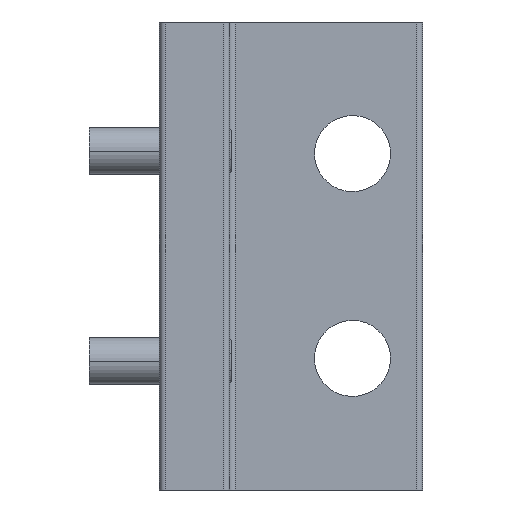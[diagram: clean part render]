
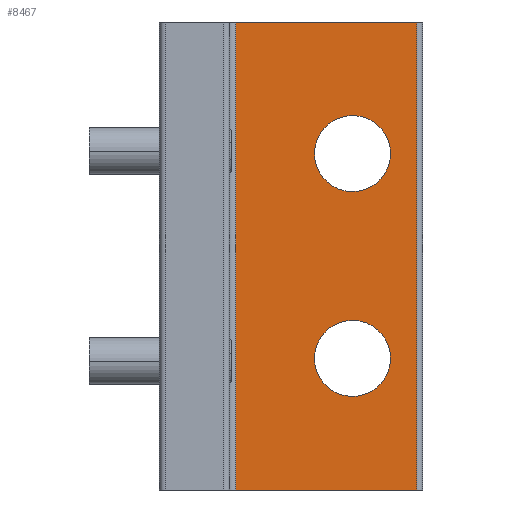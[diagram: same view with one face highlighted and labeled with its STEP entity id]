
A CAD part, left-side view. The second image highlights one B-rep face of the part: STEP entity #8467.
In plain terms, the highlighted planar face has unit normal (-1, 0, 0).
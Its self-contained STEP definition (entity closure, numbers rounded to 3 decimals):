
#8372=AXIS2_PLACEMENT_3D('Circle Axis2P3D',#8370,#8371,$) ;
#8396=AXIS2_PLACEMENT_3D('Circle Axis2P3D',#8394,#8395,$) ;
#8409=AXIS2_PLACEMENT_3D('Plane Axis2P3D',#8406,#8407,#8408) ;
#8451=AXIS2_PLACEMENT_3D('Circle Axis2P3D',#8449,#8450,$) ;
#8460=AXIS2_PLACEMENT_3D('Circle Axis2P3D',#8458,#8459,$) ;
#8367=CARTESIAN_POINT('Vertex',(-328.,-28.704,190.616)) ;
#8370=CARTESIAN_POINT('Axis2P3D Location',(-328.,-23.,187.5)) ;
#8374=CARTESIAN_POINT('Vertex',(-328.,-17.296,184.384)) ;
#8394=CARTESIAN_POINT('Axis2P3D Location',(-328.,-23.,187.5)) ;
#8406=CARTESIAN_POINT('Axis2P3D Location',(-328.,-2.,205.)) ;
#8411=CARTESIAN_POINT('Line Origine',(-328.,-3.,205.)) ;
#8415=CARTESIAN_POINT('Vertex',(-328.,-3.,165.)) ;
#8417=CARTESIAN_POINT('Vertex',(-328.,-3.,245.)) ;
#8420=CARTESIAN_POINT('Line Origine',(-328.,-18.5,165.)) ;
#8424=CARTESIAN_POINT('Vertex',(-328.,-34.,165.)) ;
#8427=CARTESIAN_POINT('Line Origine',(-328.,-34.,205.)) ;
#8431=CARTESIAN_POINT('Vertex',(-328.,-34.,245.)) ;
#8434=CARTESIAN_POINT('Line Origine',(-328.,-18.5,245.)) ;
#8449=CARTESIAN_POINT('Axis2P3D Location',(-328.,-23.,222.5)) ;
#8453=CARTESIAN_POINT('Vertex',(-328.,-17.296,219.384)) ;
#8455=CARTESIAN_POINT('Vertex',(-328.,-28.704,225.616)) ;
#8458=CARTESIAN_POINT('Axis2P3D Location',(-328.,-23.,222.5)) ;
#8371=DIRECTION('Axis2P3D Direction',(-1.,0.,0.)) ;
#8395=DIRECTION('Axis2P3D Direction',(-1.,0.,0.)) ;
#8407=DIRECTION('Axis2P3D Direction',(1.,0.,0.)) ;
#8408=DIRECTION('Axis2P3D XDirection',(0.,-1.,0.)) ;
#8412=DIRECTION('Vector Direction',(0.,0.,-1.)) ;
#8421=DIRECTION('Vector Direction',(0.,-1.,0.)) ;
#8428=DIRECTION('Vector Direction',(0.,0.,-1.)) ;
#8435=DIRECTION('Vector Direction',(0.,-1.,0.)) ;
#8450=DIRECTION('Axis2P3D Direction',(1.,0.,0.)) ;
#8459=DIRECTION('Axis2P3D Direction',(1.,0.,0.)) ;
#8413=VECTOR('Line Direction',#8412,1.) ;
#8422=VECTOR('Line Direction',#8421,1.) ;
#8429=VECTOR('Line Direction',#8428,1.) ;
#8436=VECTOR('Line Direction',#8435,1.) ;
#8440=ORIENTED_EDGE('',*,*,#8419,.F.) ;
#8441=ORIENTED_EDGE('',*,*,#8426,.F.) ;
#8442=ORIENTED_EDGE('',*,*,#8433,.F.) ;
#8443=ORIENTED_EDGE('',*,*,#8438,.T.) ;
#8446=ORIENTED_EDGE('',*,*,#8398,.F.) ;
#8447=ORIENTED_EDGE('',*,*,#8376,.F.) ;
#8464=ORIENTED_EDGE('',*,*,#8457,.F.) ;
#8465=ORIENTED_EDGE('',*,*,#8462,.F.) ;
#8448=FACE_BOUND('',#8445,.T.) ;
#8466=FACE_BOUND('',#8463,.T.) ;
#8467=ADVANCED_FACE('RA4624001_1PA_001_04_TERMINALE_POSTERIORE_A.4\\PartBody',(#8444,#8448,#8466),#8410,.F.) ;
#8373=CIRCLE('generated circle',#8372,6.5) ;
#8397=CIRCLE('generated circle',#8396,6.5) ;
#8452=CIRCLE('generated circle',#8451,6.5) ;
#8461=CIRCLE('generated circle',#8460,6.5) ;
#8376=EDGE_CURVE('',#8368,#8375,#8373,.T.) ;
#8398=EDGE_CURVE('',#8375,#8368,#8397,.T.) ;
#8419=EDGE_CURVE('',#8416,#8418,#8414,.F.) ;
#8426=EDGE_CURVE('',#8425,#8416,#8423,.F.) ;
#8433=EDGE_CURVE('',#8432,#8425,#8430,.T.) ;
#8438=EDGE_CURVE('',#8432,#8418,#8437,.F.) ;
#8457=EDGE_CURVE('',#8454,#8456,#8452,.F.) ;
#8462=EDGE_CURVE('',#8456,#8454,#8461,.F.) ;
#8439=EDGE_LOOP('',(#8440,#8441,#8442,#8443)) ;
#8445=EDGE_LOOP('',(#8446,#8447)) ;
#8463=EDGE_LOOP('',(#8464,#8465)) ;
#8444=FACE_OUTER_BOUND('',#8439,.T.) ;
#8414=LINE('Line',#8411,#8413) ;
#8423=LINE('Line',#8420,#8422) ;
#8430=LINE('Line',#8427,#8429) ;
#8437=LINE('Line',#8434,#8436) ;
#8410=PLANE('',#8409) ;
#8368=VERTEX_POINT('',#8367) ;
#8375=VERTEX_POINT('',#8374) ;
#8416=VERTEX_POINT('',#8415) ;
#8418=VERTEX_POINT('',#8417) ;
#8425=VERTEX_POINT('',#8424) ;
#8432=VERTEX_POINT('',#8431) ;
#8454=VERTEX_POINT('',#8453) ;
#8456=VERTEX_POINT('',#8455) ;
